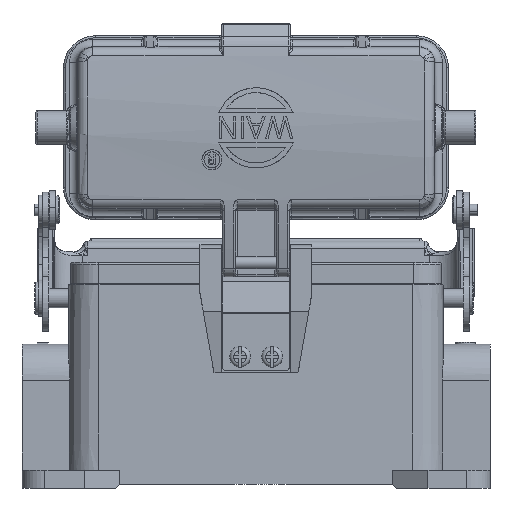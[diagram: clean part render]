
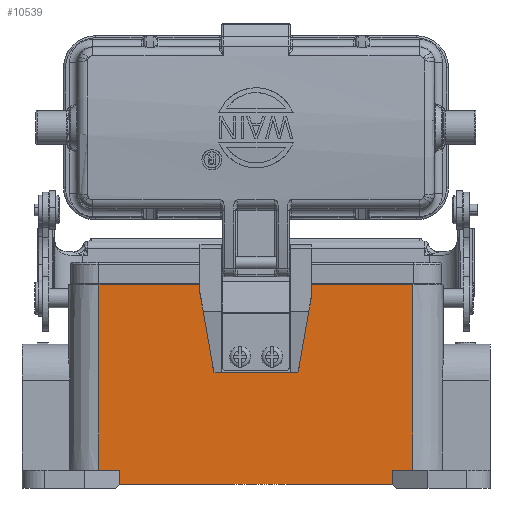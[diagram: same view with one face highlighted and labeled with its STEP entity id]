
A CAD part, front view. The second image highlights one B-rep face of the part: STEP entity #10539.
In plain terms, the highlighted planar face has unit normal (0, -1, 0.009).
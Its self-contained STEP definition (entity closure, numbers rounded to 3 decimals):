
#470=FACE_BOUND('',#14829,.T.);
#471=FACE_BOUND('',#14830,.T.);
#472=FACE_BOUND('',#14831,.T.);
#3490=PLANE('',#38910);
#5473=LINE('',#59808,#7973);
#5474=LINE('',#59810,#7974);
#5486=LINE('',#59853,#7986);
#5491=LINE('',#59876,#7991);
#5498=LINE('',#59911,#7998);
#5527=LINE('',#59986,#8027);
#5530=LINE('',#60000,#8030);
#5537=LINE('',#60016,#8037);
#5671=LINE('',#60528,#8171);
#5684=LINE('',#60560,#8184);
#5686=LINE('',#60564,#8186);
#5687=LINE('',#60570,#8187);
#7973=VECTOR('',#43019,1.);
#7974=VECTOR('',#43022,1.);
#7986=VECTOR('',#43046,1.);
#7991=VECTOR('',#43059,1.);
#7998=VECTOR('',#43078,1.);
#8027=VECTOR('',#43151,1.);
#8030=VECTOR('',#43168,1.);
#8037=VECTOR('',#43179,1.);
#8171=VECTOR('',#43463,1.);
#8184=VECTOR('',#43496,1.);
#8186=VECTOR('',#43500,1.);
#8187=VECTOR('',#43507,1.);
#10539=ADVANCED_FACE('',(#470,#471,#472),#3490,.T.);
#14829=EDGE_LOOP('',(#18931));
#14830=EDGE_LOOP('',(#18932));
#14831=EDGE_LOOP('',(#18933,#18934,#18935,#18936,#18937,#18938,#18939,#18940,
#18941,#18942,#18943,#18944));
#18931=ORIENTED_EDGE('',*,*,#32564,.F.);
#18932=ORIENTED_EDGE('',*,*,#32565,.F.);
#18933=ORIENTED_EDGE('',*,*,#32561,.T.);
#18934=ORIENTED_EDGE('',*,*,#32545,.T.);
#18935=ORIENTED_EDGE('',*,*,#32363,.F.);
#18936=ORIENTED_EDGE('',*,*,#32355,.T.);
#18937=ORIENTED_EDGE('',*,*,#32348,.F.);
#18938=ORIENTED_EDGE('',*,*,#32566,.T.);
#18939=ORIENTED_EDGE('',*,*,#32310,.F.);
#18940=ORIENTED_EDGE('',*,*,#32298,.T.);
#18941=ORIENTED_EDGE('',*,*,#32289,.T.);
#18942=ORIENTED_EDGE('',*,*,#32273,.T.);
#18943=ORIENTED_EDGE('',*,*,#32272,.F.);
#18944=ORIENTED_EDGE('',*,*,#32563,.F.);
#28382=VERTEX_POINT('',#59805);
#28383=VERTEX_POINT('',#59807);
#28384=VERTEX_POINT('',#59811);
#28397=VERTEX_POINT('',#59854);
#28403=VERTEX_POINT('',#59877);
#28413=VERTEX_POINT('',#59912);
#28434=VERTEX_POINT('',#59981);
#28436=VERTEX_POINT('',#59985);
#28441=VERTEX_POINT('',#60001);
#28448=VERTEX_POINT('',#60017);
#28568=VERTEX_POINT('',#60529);
#28577=VERTEX_POINT('',#60561);
#28578=VERTEX_POINT('',#60567);
#28579=VERTEX_POINT('',#60569);
#32272=EDGE_CURVE('',#28383,#28382,#5473,.T.);
#32273=EDGE_CURVE('',#28384,#28382,#5474,.T.);
#32289=EDGE_CURVE('',#28397,#28384,#5486,.T.);
#32298=EDGE_CURVE('',#28403,#28397,#5491,.T.);
#32310=EDGE_CURVE('',#28403,#28413,#5498,.T.);
#32348=EDGE_CURVE('',#28436,#28434,#5527,.T.);
#32355=EDGE_CURVE('',#28441,#28434,#5530,.T.);
#32363=EDGE_CURVE('',#28441,#28448,#5537,.T.);
#32545=EDGE_CURVE('',#28568,#28448,#5671,.T.);
#32561=EDGE_CURVE('',#28577,#28568,#5684,.T.);
#32563=EDGE_CURVE('',#28577,#28383,#5686,.T.);
#32564=EDGE_CURVE('',#28578,#28578,#37253,.T.);
#32565=EDGE_CURVE('',#28579,#28579,#37254,.T.);
#32566=EDGE_CURVE('',#28436,#28413,#5687,.T.);
#37253=CIRCLE('',#38908,1.5);
#37254=CIRCLE('',#38909,1.5);
#38908=AXIS2_PLACEMENT_3D('',#60566,#43503,#43504);
#38909=AXIS2_PLACEMENT_3D('',#60568,#43505,#43506);
#38910=AXIS2_PLACEMENT_3D('',#60571,#43508,#43509);
#43019=DIRECTION('',(1.,0.,0.));
#43022=DIRECTION('',(0.,-0.009,-1.));
#43046=DIRECTION('',(-1.,0.,0.));
#43059=DIRECTION('',(0.,0.009,1.));
#43078=DIRECTION('',(-1.,0.,0.));
#43151=DIRECTION('',(-1.,0.,0.));
#43168=DIRECTION('',(0.,-0.009,-1.));
#43179=DIRECTION('',(-1.,0.,0.));
#43463=DIRECTION('',(0.,-0.009,-1.));
#43496=DIRECTION('',(-1.,0.,0.));
#43500=DIRECTION('',(0.,-0.009,-1.));
#43503=DIRECTION('',(0.,-1.,0.009));
#43504=DIRECTION('',(1.,0.,0.));
#43505=DIRECTION('',(0.,-1.,0.009));
#43506=DIRECTION('',(1.,0.,0.));
#43507=DIRECTION('',(0.,0.009,1.));
#43508=DIRECTION('',(0.,-1.,0.009));
#43509=DIRECTION('',(-1.,0.,0.));
#59805=CARTESIAN_POINT('',(1.6,-21.526,21.5));
#59807=CARTESIAN_POINT('',(-1.6,-21.526,21.5));
#59808=CARTESIAN_POINT('',(-1.6,-21.526,21.5));
#59810=CARTESIAN_POINT('',(1.6,-21.5,24.5));
#59811=CARTESIAN_POINT('',(1.6,-21.5,24.5));
#59853=CARTESIAN_POINT('',(39.25,-21.5,24.5));
#59854=CARTESIAN_POINT('',(39.25,-21.5,24.5));
#59876=CARTESIAN_POINT('',(39.25,-21.906,-22.));
#59877=CARTESIAN_POINT('',(39.25,-21.906,-22.));
#59911=CARTESIAN_POINT('',(39.25,-21.906,-22.));
#59912=CARTESIAN_POINT('',(34.,-21.906,-22.));
#59981=CARTESIAN_POINT('',(-34.,-21.936,-25.5));
#59985=CARTESIAN_POINT('',(34.,-21.936,-25.5));
#59986=CARTESIAN_POINT('',(34.,-21.936,-25.5));
#60000=CARTESIAN_POINT('',(-34.,-21.906,-22.));
#60001=CARTESIAN_POINT('',(-34.,-21.906,-22.));
#60016=CARTESIAN_POINT('',(-34.,-21.906,-22.));
#60017=CARTESIAN_POINT('',(-39.25,-21.906,-22.));
#60528=CARTESIAN_POINT('',(-39.25,-21.5,24.5));
#60529=CARTESIAN_POINT('',(-39.25,-21.5,24.5));
#60560=CARTESIAN_POINT('',(-1.6,-21.5,24.5));
#60561=CARTESIAN_POINT('',(-1.6,-21.5,24.5));
#60564=CARTESIAN_POINT('',(-1.6,-21.5,24.5));
#60566=CARTESIAN_POINT('',(4.,-21.66,6.212));
#60567=CARTESIAN_POINT('',(5.5,-21.66,6.212));
#60568=CARTESIAN_POINT('',(-4.,-21.66,6.212));
#60569=CARTESIAN_POINT('',(-2.5,-21.66,6.212));
#60570=CARTESIAN_POINT('',(34.,-21.936,-25.5));
#60571=CARTESIAN_POINT('',(-41.628,-21.5,24.5));
